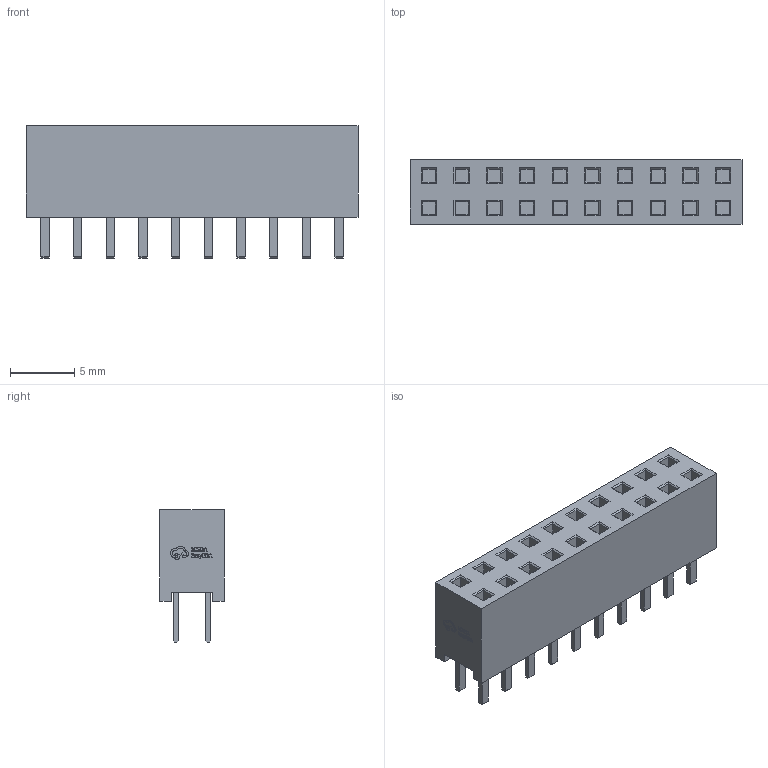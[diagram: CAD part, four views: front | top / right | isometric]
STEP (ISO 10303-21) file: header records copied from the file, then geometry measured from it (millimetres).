
FILE_DESCRIPTION(/* description */ ('Designed by EasyEDA Pro'),/* implementation_level */ '2;1');
FILE_NAME(/* name */ 'PM_2.54_2X10P_LH.step',/* time_stamp */ '2025-03-27T15:27:16+08:00',/* author */ (''),/* organization */ (''),/* preprocessor_version */ 'ST-DEVELOPER v20.1',/* originating_system */ 'Autodesk Translation Framework v14.4.0.0',/* authorisation */ '');
FILE_SCHEMA (('AUTOMOTIVE_DESIGN { 1 0 10303 214 3 1 1 }'));
Length unit declared in the file: millimetre
Products named in the file (3): Q3or-PCBModel; Q3or-Board; Q3or-U1-HDR-TH_20P-P2.54-V-F-R2-C10-S2.54
Assembly tree (2 placements, depth 2):
  Q3or-PCBModel
    Q3or-Board
    Q3or-U1-HDR-TH_20P-P2.54-V-F-R2-C10-S2.54
Bounding box: 25.81 x 5 x 10.3 mm (x, y, z)
Volume: 837.5 mm3; surface area: 1044.2 mm2
Topology: 1 solids, 1 shells, 614 faces, 1558 edges, 1012 vertices
Faces by surface type: plane 500, bspline 114
Entity records: 20055 total; most frequent: CARTESIAN_POINT 5287, ORIENTED_EDGE 3116, DIRECTION 2508, EDGE_CURVE 1558, LINE 1330, VECTOR 1330, VERTEX_POINT 1012, EDGE_LOOP 680
